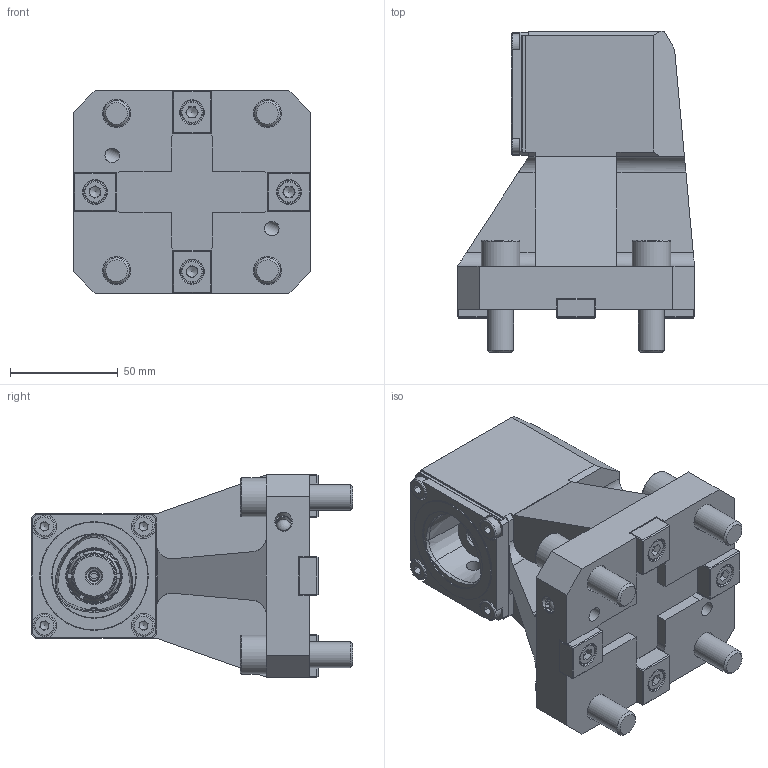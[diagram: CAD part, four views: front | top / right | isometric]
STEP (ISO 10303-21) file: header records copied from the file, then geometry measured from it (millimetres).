
FILE_DESCRIPTION (( 'STEP AP214' ), '1' );
FILE_NAME ('REA.PB5.B65.100-11.STEP', '2021-05-14T11:57:58', ( '' ), ( '' ), 'SwSTEP 2.0', 'SolidWorks 2017', '' );
FILE_SCHEMA (( 'AUTOMOTIVE_DESIGN' ));
Length unit declared in the file: millimetre
Products named in the file (26): ISO 4762 - M4 x 40-12.9_PreviewCfg; 786.19200.106.0; U50-PS5.BER.003_A; REA.PB5.B65.100-11; ISO 4026 - M5 x 5; U50-PS5.BER.005_A; O-Ring_1.50-AD20.00; ISO 8752 3x10; 986.19200.000.1; O-Ring_1.50-AD31.50; DIN 7984 - M6 x 16; KVT_MB_600_080; U50-PS5.029.008_C; 777.18513.002.1.01.01.01; 18513_Zugfeder_0.32x1.80x21; 765.18513.001.0.05; DIN 3771 - 17x2; U50-PS5.BER.008_180ø gedreht; ISO 4762 - M6 x 12_PreviewCfg; B65-ER1.018.009_A; DIN 3771 - 48x1.5_vorgespannt; O-Ring_1.50-AD15.00; REA-PB5.B65.100-11_B; ISO 4762 - M12 x 40; 763.18513.001.1; U50-PS5.BER.042_B
Assembly tree (45 placements, depth 4):
  REA.PB5.B65.100-11
    REA-PB5.B65.100-11_B
    U50-PS5.BER.008_180ø gedreht
      U50-PS5.029.008_C
      U50-PS5.BER.042_B
      ISO 4762 - M4 x 40-12.9_PreviewCfg  x2
      DIN 7984 - M6 x 16  x4
      U50-PS5.BER.003_A
      986.19200.000.1
        777.18513.002.1.01.01.01  x2
        765.18513.001.0.05  x6
        O-Ring_1.50-AD31.50
        O-Ring_1.50-AD20.00
        O-Ring_1.50-AD15.00
        763.18513.001.1
        18513_Zugfeder_0.32x1.80x21
        786.19200.106.0
      U50-PS5.BER.005_A
      DIN 3771 - 17x2
      ISO 4026 - M5 x 5
      ISO 8752 3x10
      DIN 3771 - 48x1.5_vorgespannt
    B65-ER1.018.009_A  x4
    ISO 4762 - M6 x 12_PreviewCfg  x4
    ISO 4762 - M12 x 40  x4
    KVT_MB_600_080  x2
Bounding box: 110 x 149 x 94 mm (x, y, z)
Volume: 622790.1 mm3; surface area: 152486.4 mm2
Topology: 45 solids, 45 shells, 1232 faces, 3282 edges, 2181 vertices
Faces by surface type: plane 620, cylinder 249, cone 203, bspline 116, torus 40, sphere 4
Full cylindrical faces by diameter (mm): 2.1 x2, 3 x3, 3.3 x2, 4 x2, 4.17 x3, 4.2 x7, 5 x9, 6 x8, 6.2 x4, 6.5 x4, 6.8 x4, 7 x5, 7.1 x1, 8 x6, 9.8 x1, 10 x8, 11 x4, 12 x5, 12.8 x2, 12.9 x1, 13 x6, 14.95 x1, 15 x3, 15.8 x1, 17.8 x2, 18 x4, 19 x1, 19.7 x1, 20 x4, 20.7 x1
Entity records: 33856 total; most frequent: CARTESIAN_POINT 12743, ORIENTED_EDGE 3464, DIRECTION 3218, EDGE_CURVE 1732, VERTEX_POINT 1350, AXIS2_PLACEMENT_3D 1199, EDGE_LOOP 1040, FACE_OUTER_BOUND 834
